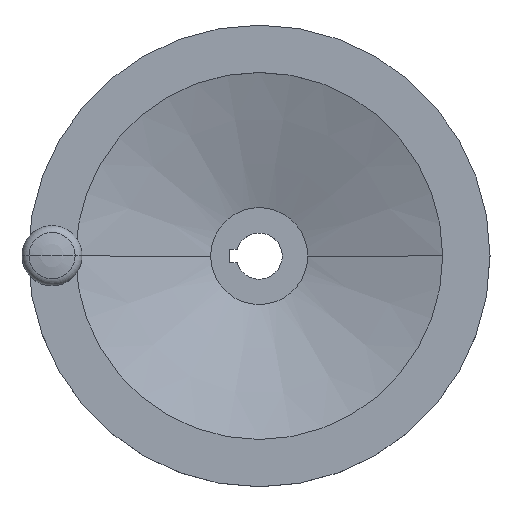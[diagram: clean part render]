
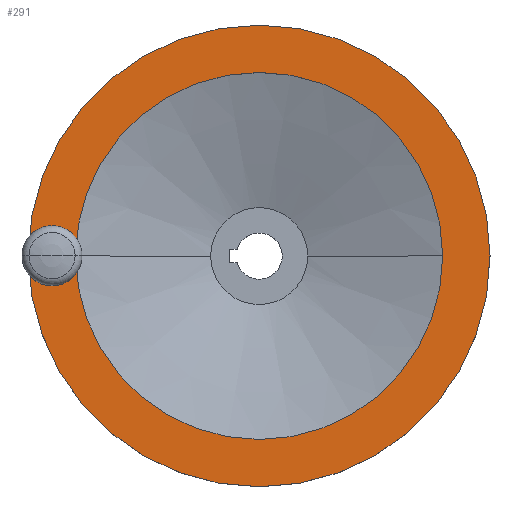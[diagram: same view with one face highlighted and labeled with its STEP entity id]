
A CAD part, top view. The second image highlights one B-rep face of the part: STEP entity #291.
In plain terms, the highlighted planar face has unit normal (0, 0, 1).
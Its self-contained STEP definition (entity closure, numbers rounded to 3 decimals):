
#187=EDGE_CURVE('',#461,#471,#519,.T.);
#199=EDGE_CURVE('',#287,#257,#533,.T.);
#257=VERTEX_POINT('',#600);
#287=VERTEX_POINT('',#636);
#291=ADVANCED_FACE('',(#641,#642,#643),#644,.T.);
#375=EDGE_CURVE('',#471,#461,#738,.T.);
#383=EDGE_CURVE('',#457,#435,#746,.T.);
#419=EDGE_CURVE('',#435,#457,#787,.T.);
#435=VERTEX_POINT('',#805);
#457=VERTEX_POINT('',#828);
#459=EDGE_CURVE('',#257,#287,#830,.T.);
#461=VERTEX_POINT('',#832);
#471=VERTEX_POINT('',#843);
#519=CIRCLE('',#883,100.0);
#533=CIRCLE('',#899,79.5);
#600=CARTESIAN_POINT('',(79.5,0.,45.0));
#636=CARTESIAN_POINT('',(-79.5,0.,45.0));
#641=FACE_BOUND('',#1037,.T.);
#642=FACE_OUTER_BOUND('',#1038,.T.);
#643=FACE_BOUND('',#1039,.T.);
#644=PLANE('',#1040);
#738=CIRCLE('',#1165,100.0);
#746=CIRCLE('',#1178,6.5);
#787=CIRCLE('',#1231,6.5);
#805=CARTESIAN_POINT('',(-83.25,0.,45.0));
#828=CARTESIAN_POINT('',(-96.25,0.,45.0));
#830=CIRCLE('',#1286,79.5);
#832=CARTESIAN_POINT('',(100.0,0.,45.0));
#843=CARTESIAN_POINT('',(-100.0,0.,45.0));
#883=AXIS2_PLACEMENT_3D('',#1353,#1354,#1355);
#899=AXIS2_PLACEMENT_3D('',#1375,#1376,#1377);
#1037=EDGE_LOOP('',(#1529,#1530));
#1038=EDGE_LOOP('',(#1531,#1532));
#1039=EDGE_LOOP('',(#1533,#1534));
#1040=AXIS2_PLACEMENT_3D('',#1535,#1536,#1537);
#1165=AXIS2_PLACEMENT_3D('',#1654,#1655,#1656);
#1178=AXIS2_PLACEMENT_3D('',#1664,#1665,#1666);
#1231=AXIS2_PLACEMENT_3D('',#1725,#1726,#1727);
#1286=AXIS2_PLACEMENT_3D('',#1764,#1765,#1766);
#1353=CARTESIAN_POINT('',(0.,0.,45.0));
#1354=DIRECTION('',(-0.0,0.0,-1.0));
#1355=DIRECTION('',(-1.0,0.,0.0));
#1375=CARTESIAN_POINT('',(0.,0.,45.0));
#1376=DIRECTION('',(-0.0,0.0,-1.0));
#1377=DIRECTION('',(-1.0,0.,0.0));
#1529=ORIENTED_EDGE('',*,*,#383,.T.);
#1530=ORIENTED_EDGE('',*,*,#419,.T.);
#1531=ORIENTED_EDGE('',*,*,#375,.F.);
#1532=ORIENTED_EDGE('',*,*,#187,.F.);
#1533=ORIENTED_EDGE('',*,*,#199,.T.);
#1534=ORIENTED_EDGE('',*,*,#459,.T.);
#1535=CARTESIAN_POINT('',(-89.75,0.,45.0));
#1536=DIRECTION('',(0.0,0.0,1.0));
#1537=DIRECTION('',(-1.0,0.,0.0));
#1654=CARTESIAN_POINT('',(0.,0.,45.0));
#1655=DIRECTION('',(-0.0,0.0,-1.0));
#1656=DIRECTION('',(-1.0,0.,0.0));
#1664=CARTESIAN_POINT('',(-89.75,0.,45.0));
#1665=DIRECTION('',(-0.0,0.0,-1.0));
#1666=DIRECTION('',(-1.0,0.,0.0));
#1725=CARTESIAN_POINT('',(-89.75,0.,45.0));
#1726=DIRECTION('',(-0.0,0.0,-1.0));
#1727=DIRECTION('',(-1.0,0.,0.0));
#1764=CARTESIAN_POINT('',(0.,0.,45.0));
#1765=DIRECTION('',(-0.0,0.0,-1.0));
#1766=DIRECTION('',(-1.0,0.,0.0));
